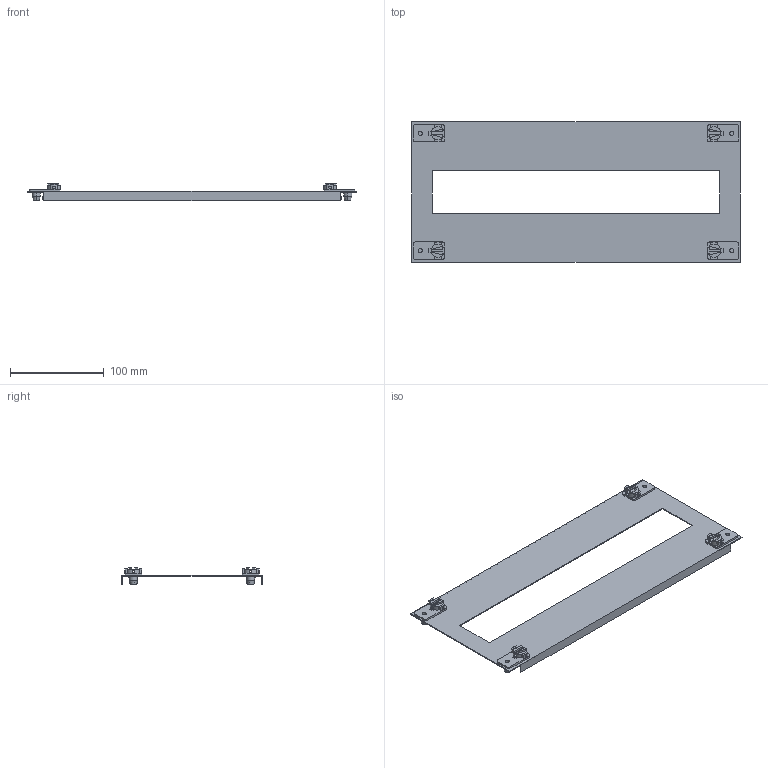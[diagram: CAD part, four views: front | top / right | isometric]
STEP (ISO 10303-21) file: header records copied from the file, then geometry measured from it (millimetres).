
FILE_DESCRIPTION((''),'2;1');
FILE_NAME('001101430_CP_1_4_1_F_ASM','2023-01-23T10:41:48',('klemen.sitar'),('Audax d.o.o.'),'CREO PARAMETRIC BY PTC INC, 2021304','CREO PARAMETRIC BY PTC INC, 2021304','');
FILE_SCHEMA(('AP242_MANAGED_MODEL_BASED_3D_ENGINEERING_MIM_LF { 1 0 10303 442 1 1 4 }'));
Length unit declared in the file: millimetre
Products named in the file (13): PRT0002_1_1_1; PRT0002_1_1_1_1_1_1_1_1_1; PRT0003_1_1_1_1_1_1_1_1_1; PRT0002_1_1_1_1_1_1_1_2_1_1; PRT0003_1_1_1_1_1_1_1_2_1_1; 001101421_CP_1_4_0_33_F_ASM_1_A_ASM; PRT0002_1_1_1_1_1_1_1_1_1_1; PRT0003_1_1_1_1_1_1_1_1_1_1; PRT0002_1_1_1_1_1_1_1_2_1_1_1; PRT0003_1_1_1_1_1_1_1_2_1_1_1; XYZ_ASM_1_ASM; 001101421_CP_1_4_0_33_F_ASM_1_ASM; 001101430_CP_1_4_1_F_ASM
Assembly tree (12 placements, depth 4):
  001101430_CP_1_4_1_F_ASM
    001101421_CP_1_4_0_33_F_ASM_1_ASM
      001101421_CP_1_4_0_33_F_ASM_1_A_ASM
        PRT0002_1_1_1
        PRT0002_1_1_1_1_1_1_1_1_1
        PRT0003_1_1_1_1_1_1_1_1_1
        PRT0002_1_1_1_1_1_1_1_2_1_1
        PRT0003_1_1_1_1_1_1_1_2_1_1
      XYZ_ASM_1_ASM
        PRT0002_1_1_1_1_1_1_1_1_1_1
        PRT0003_1_1_1_1_1_1_1_1_1_1
        PRT0002_1_1_1_1_1_1_1_2_1_1_1
        PRT0003_1_1_1_1_1_1_1_2_1_1_1
Bounding box: 350 x 150 x 18.6 mm (x, y, z)
Volume: 55511.2 mm3; surface area: 101718.8 mm2
Topology: 9 solids, 9 shells, 354 faces, 1064 edges, 770 vertices
Faces by surface type: plane 226, cylinder 120, cone 8
Entity records: 18517 total; most frequent: CARTESIAN_POINT 2826, DIRECTION 2114, ORIENTED_EDGE 2052, PRESENTATION_STYLE_ASSIGNMENT 1092, STYLED_ITEM 1092, CURVE_STYLE 1083, EDGE_CURVE 1026, PRESENTATION_LAYER_ASSIGNMENT 905
